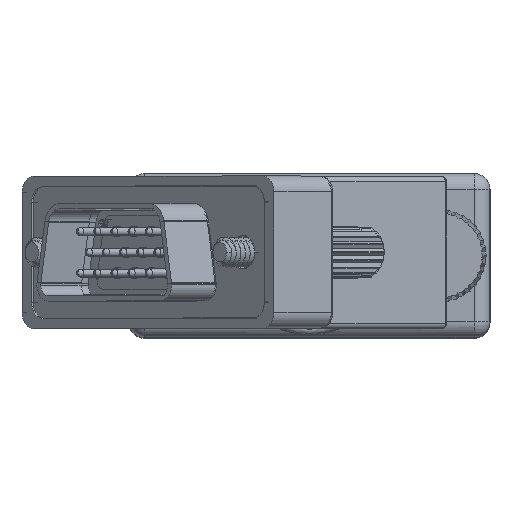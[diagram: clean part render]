
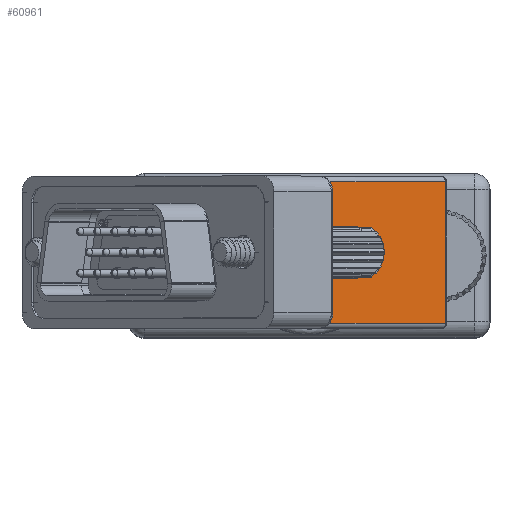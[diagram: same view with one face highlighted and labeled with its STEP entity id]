
A CAD part, top view. The second image highlights one B-rep face of the part: STEP entity #60961.
In plain terms, the highlighted face is planar.
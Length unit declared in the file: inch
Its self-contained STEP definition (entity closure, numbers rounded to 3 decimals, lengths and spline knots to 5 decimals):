
#14480 = CARTESIAN_POINT ( 'NONE',  ( -0.371, -0.286, -0.165 ) ) ;
#14493 = PLANE ( 'NONE',  #17669 ) ;
#14497 = DIRECTION ( 'NONE',  ( -1., 0., 0. ) ) ;
#14499 = DIRECTION ( 'NONE',  ( 0., 0., 1. ) ) ;
#17669 = AXIS2_PLACEMENT_3D ( 'NONE', #14480, #14497, #14499 ) ;
#18364 = LINE ( 'NONE', #24419, #18384 ) ;
#18375 = LINE ( 'NONE', #24445, #18381 ) ;
#18381 = VECTOR ( 'NONE', #24444, 39.37008 ) ;
#18383 = LINE ( 'NONE', #24437, #18388 ) ;
#18384 = VECTOR ( 'NONE', #24440, 39.37008 ) ;
#18386 = LINE ( 'NONE', #24431, #18392 ) ;
#18388 = VECTOR ( 'NONE', #24432, 39.37008 ) ;
#18392 = VECTOR ( 'NONE', #24430, 39.37008 ) ;
#18563 = EDGE_CURVE ( 'NONE', #52221, #52223, #18375, .T. ) ;
#18564 = EDGE_CURVE ( 'NONE', #52223, #52233, #18364, .T. ) ;
#18565 = EDGE_CURVE ( 'NONE', #52233, #52235, #18383, .T. ) ;
#18566 = EDGE_CURVE ( 'NONE', #52235, #52221, #18386, .T. ) ;
#23356 = FACE_OUTER_BOUND ( 'NONE', #39398, .T. ) ;
#24419 = CARTESIAN_POINT ( 'NONE',  ( -0.371, -0.286, -0.185 ) ) ;
#24430 = DIRECTION ( 'NONE',  ( 0., -1., 0. ) ) ;
#24431 = CARTESIAN_POINT ( 'NONE',  ( -0.371, -0.286, -1.055 ) ) ;
#24432 = DIRECTION ( 'NONE',  ( 0., 0., -1. ) ) ;
#24437 = CARTESIAN_POINT ( 'NONE',  ( -0.371, 0.266, -0.165 ) ) ;
#24440 = DIRECTION ( 'NONE',  ( 0., 1., 0. ) ) ;
#24444 = DIRECTION ( 'NONE',  ( 0., 0., 1. ) ) ;
#24445 = CARTESIAN_POINT ( 'NONE',  ( -0.371, -0.266, -0.165 ) ) ;
#39398 = EDGE_LOOP ( 'NONE', ( #54926, #54927, #54928, #54929 ) ) ;
#45488 = CARTESIAN_POINT ( 'NONE',  ( -0.371, -0.266, -1.055 ) ) ;
#45490 = CARTESIAN_POINT ( 'NONE',  ( -0.371, -0.266, -0.185 ) ) ;
#45498 = CARTESIAN_POINT ( 'NONE',  ( -0.371, 0.266, -0.185 ) ) ;
#45499 = CARTESIAN_POINT ( 'NONE',  ( -0.371, 0.266, -1.055 ) ) ;
#52221 = VERTEX_POINT ( 'NONE', #45488 ) ;
#52223 = VERTEX_POINT ( 'NONE', #45490 ) ;
#52233 = VERTEX_POINT ( 'NONE', #45498 ) ;
#52235 = VERTEX_POINT ( 'NONE', #45499 ) ;
#54926 = ORIENTED_EDGE ( 'NONE', *, *, #18563, .T. ) ;
#54927 = ORIENTED_EDGE ( 'NONE', *, *, #18564, .T. ) ;
#54928 = ORIENTED_EDGE ( 'NONE', *, *, #18565, .T. ) ;
#54929 = ORIENTED_EDGE ( 'NONE', *, *, #18566, .T. ) ;
#60961 = ADVANCED_FACE ( 'NONE', ( #23356 ), #14493, .T. ) ;
